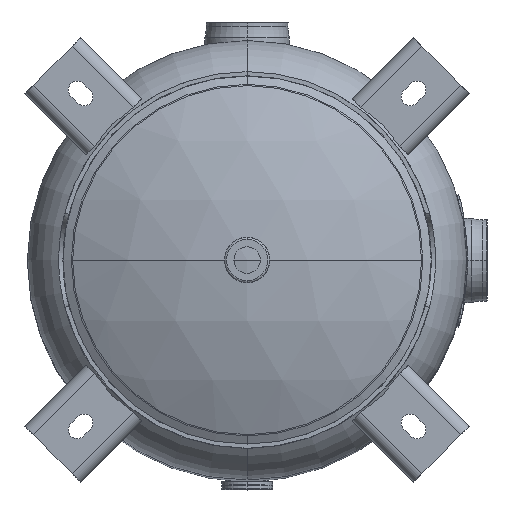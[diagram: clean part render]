
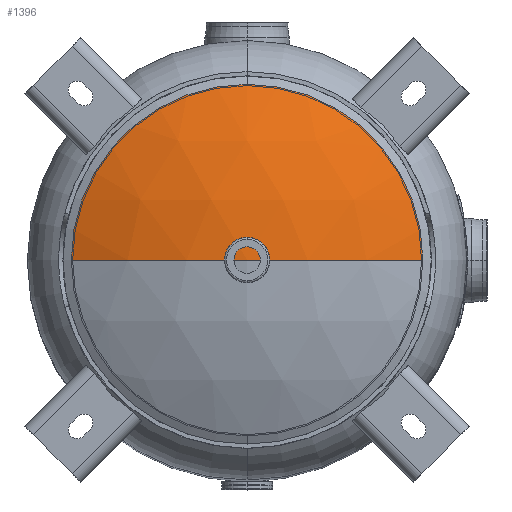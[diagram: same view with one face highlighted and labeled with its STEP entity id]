
A CAD part, top view. The second image highlights one B-rep face of the part: STEP entity #1396.
In plain terms, the highlighted spherical face has radius 320.04 mm.
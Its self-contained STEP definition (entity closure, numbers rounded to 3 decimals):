
#187 = AXIS2_PLACEMENT_3D ( 'NONE', #15958, #14244, #12824 ) ;
#273 = CARTESIAN_POINT ( 'NONE',  ( 142.24, 0., 385.754 ) ) ;
#450 = ORIENTED_EDGE ( 'NONE', *, *, #10541, .F. ) ;
#637 = CARTESIAN_POINT ( 'NONE',  ( 0., 0., 385.754 ) ) ;
#1396 = ADVANCED_FACE ( 'NONE', ( #15387 ), #16074, .T. ) ;
#1401 = DIRECTION ( 'NONE',  ( 1., 0., 0. ) ) ;
#2048 = DIRECTION ( 'NONE',  ( 1., 0., 0. ) ) ;
#2157 = CIRCLE ( 'NONE', #187, 320.04 ) ;
#2884 = EDGE_CURVE ( 'NONE', #11998, #11802, #13190, .T. ) ;
#4362 = CARTESIAN_POINT ( 'NONE',  ( 0., 0., 385.754 ) ) ;
#5017 = CARTESIAN_POINT ( 'NONE',  ( 0., 0., 99.06 ) ) ;
#5339 = CIRCLE ( 'NONE', #19368, 142.24 ) ;
#5971 = ORIENTED_EDGE ( 'NONE', *, *, #15517, .F. ) ;
#6378 = DIRECTION ( 'NONE',  ( 0., -1., 0. ) ) ;
#7013 = CARTESIAN_POINT ( 'NONE',  ( 0., 0., 419.1 ) ) ;
#7129 = DIRECTION ( 'NONE',  ( 0., 0., -1. ) ) ;
#7750 = EDGE_CURVE ( 'NONE', #11998, #18990, #2157, .T. ) ;
#9009 = DIRECTION ( 'NONE',  ( 0., 1., 0. ) ) ;
#9323 = CARTESIAN_POINT ( 'NONE',  ( 0., 0., 99.06 ) ) ;
#10444 = CIRCLE ( 'NONE', #11123, 142.24 ) ;
#10541 = EDGE_CURVE ( 'NONE', #11802, #16967, #10444, .T. ) ;
#11123 = AXIS2_PLACEMENT_3D ( 'NONE', #637, #7129, #11733 ) ;
#11141 = CARTESIAN_POINT ( 'NONE',  ( 0., 142.24, 385.754 ) ) ;
#11733 = DIRECTION ( 'NONE',  ( 0., 1., 0. ) ) ;
#11802 = VERTEX_POINT ( 'NONE', #15892 ) ;
#11998 = VERTEX_POINT ( 'NONE', #7013 ) ;
#12824 = DIRECTION ( 'NONE',  ( 0., 0., 1. ) ) ;
#13190 = CIRCLE ( 'NONE', #15121, 320.04 ) ;
#14004 = ORIENTED_EDGE ( 'NONE', *, *, #2884, .F. ) ;
#14244 = DIRECTION ( 'NONE',  ( 0., 1., 0. ) ) ;
#15121 = AXIS2_PLACEMENT_3D ( 'NONE', #9323, #15436, #1401 ) ;
#15387 = FACE_OUTER_BOUND ( 'NONE', #16248, .T. ) ;
#15436 = DIRECTION ( 'NONE',  ( 0., -1., 0. ) ) ;
#15517 = EDGE_CURVE ( 'NONE', #16967, #18990, #5339, .T. ) ;
#15892 = CARTESIAN_POINT ( 'NONE',  ( -142.24, 0., 385.754 ) ) ;
#15958 = CARTESIAN_POINT ( 'NONE',  ( 0., 0., 99.06 ) ) ;
#16074 = SPHERICAL_SURFACE ( 'NONE', #17490, 320.04 ) ;
#16248 = EDGE_LOOP ( 'NONE', ( #14004, #16599, #5971, #450 ) ) ;
#16599 = ORIENTED_EDGE ( 'NONE', *, *, #7750, .T. ) ;
#16961 = DIRECTION ( 'NONE',  ( 0., 0., -1. ) ) ;
#16967 = VERTEX_POINT ( 'NONE', #11141 ) ;
#17490 = AXIS2_PLACEMENT_3D ( 'NONE', #5017, #6378, #2048 ) ;
#18990 = VERTEX_POINT ( 'NONE', #273 ) ;
#19368 = AXIS2_PLACEMENT_3D ( 'NONE', #4362, #16961, #9009 ) ;
